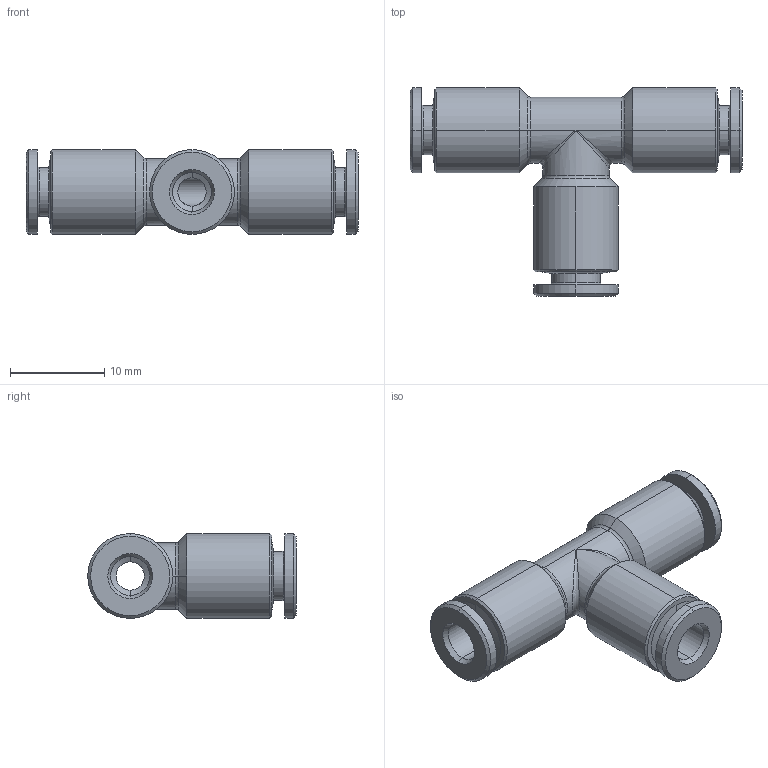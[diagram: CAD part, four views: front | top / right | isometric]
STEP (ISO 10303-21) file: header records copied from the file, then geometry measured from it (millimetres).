
FILE_DESCRIPTION(( 'MA.29.04.04.STEP' ), '1');
FILE_NAME( 'MA.29.04.04.STEP', '2018-10-01T13:57:44',( 'Sopra'),('sopra-pneumatic.com'), 'SwSTEP 2.0','SolidWorks 2009','' );
FILE_SCHEMA (( 'CONFIG_CONTROL_DESIGN' ));
Length unit declared in the file: millimetre
Products named in the file (1): A0190010
Bounding box: 35.2 x 22.1 x 9 mm (x, y, z)
Volume: 2028.8 mm3; surface area: 2261 mm2
Topology: 1 solids, 1 shells, 93 faces, 194 edges, 104 vertices
Faces by surface type: cone 42, cylinder 34, plane 9, torus 6, bspline 2
Entity records: 2635 total; most frequent: CARTESIAN_POINT 566, DIRECTION 470, ORIENTED_EDGE 380, AXIS2_PLACEMENT_3D 196, EDGE_CURVE 190, CIRCLE 104, VERTEX_POINT 104, EDGE_LOOP 102
